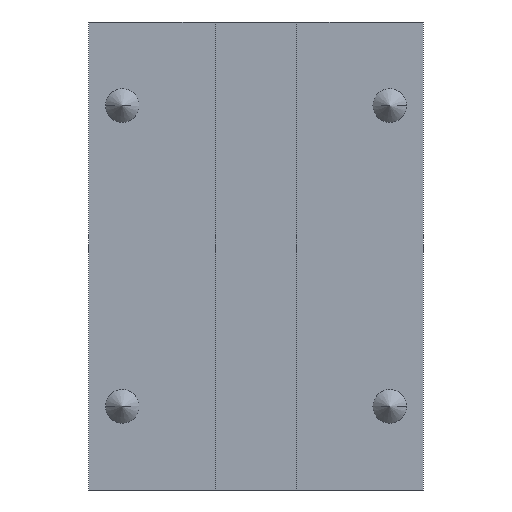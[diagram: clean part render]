
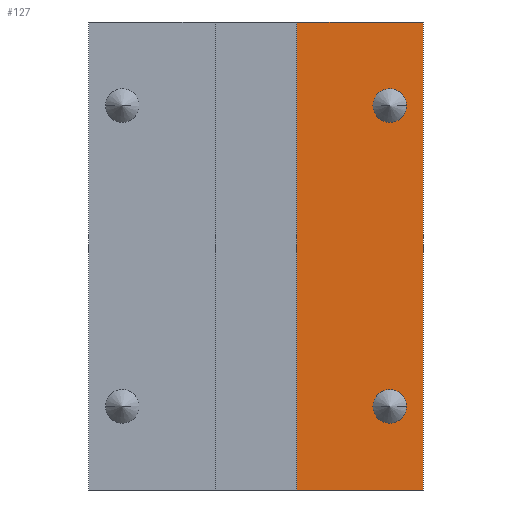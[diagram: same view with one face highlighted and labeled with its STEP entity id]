
A CAD part, left-side view. The second image highlights one B-rep face of the part: STEP entity #127.
In plain terms, the highlighted planar face has unit normal (-1, 0, 0).
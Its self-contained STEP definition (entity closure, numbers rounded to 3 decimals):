
#52=CARTESIAN_POINT('Axis2P3D Location',(4.,77.25,140.)) ;
#57=CARTESIAN_POINT('Line Origine',(4.,15.,70.)) ;
#61=CARTESIAN_POINT('Vertex',(4.,15.,140.)) ;
#63=CARTESIAN_POINT('Vertex',(4.,15.,0.)) ;
#66=CARTESIAN_POINT('Line Origine',(4.,33.875,140.)) ;
#70=CARTESIAN_POINT('Vertex',(4.,52.75,140.)) ;
#73=CARTESIAN_POINT('Line Origine',(4.,52.75,70.)) ;
#77=CARTESIAN_POINT('Vertex',(4.,52.75,0.)) ;
#80=CARTESIAN_POINT('Line Origine',(4.,33.875,0.)) ;
#91=CARTESIAN_POINT('Axis2P3D Location',(4.,25.,115.)) ;
#95=CARTESIAN_POINT('Vertex',(4.,20.,115.)) ;
#97=CARTESIAN_POINT('Vertex',(4.,30.,115.)) ;
#100=CARTESIAN_POINT('Axis2P3D Location',(4.,25.,115.)) ;
#109=CARTESIAN_POINT('Axis2P3D Location',(4.,25.,25.)) ;
#113=CARTESIAN_POINT('Vertex',(4.,20.,25.)) ;
#115=CARTESIAN_POINT('Vertex',(4.,30.,25.)) ;
#118=CARTESIAN_POINT('Axis2P3D Location',(4.,25.,25.)) ;
#53=DIRECTION('Axis2P3D Direction',(-1.,0.,0.)) ;
#54=DIRECTION('Axis2P3D XDirection',(0.,1.,0.)) ;
#58=DIRECTION('Vector Direction',(0.,0.,-1.)) ;
#67=DIRECTION('Vector Direction',(0.,1.,0.)) ;
#74=DIRECTION('Vector Direction',(0.,0.,-1.)) ;
#81=DIRECTION('Vector Direction',(0.,1.,0.)) ;
#92=DIRECTION('Axis2P3D Direction',(-1.,0.,0.)) ;
#101=DIRECTION('Axis2P3D Direction',(-1.,0.,0.)) ;
#110=DIRECTION('Axis2P3D Direction',(-1.,0.,0.)) ;
#119=DIRECTION('Axis2P3D Direction',(-1.,0.,0.)) ;
#55=AXIS2_PLACEMENT_3D('Plane Axis2P3D',#52,#53,#54) ;
#93=AXIS2_PLACEMENT_3D('Circle Axis2P3D',#91,#92,$) ;
#102=AXIS2_PLACEMENT_3D('Circle Axis2P3D',#100,#101,$) ;
#111=AXIS2_PLACEMENT_3D('Circle Axis2P3D',#109,#110,$) ;
#120=AXIS2_PLACEMENT_3D('Circle Axis2P3D',#118,#119,$) ;
#86=ORIENTED_EDGE('',*,*,#65,.F.) ;
#87=ORIENTED_EDGE('',*,*,#72,.F.) ;
#88=ORIENTED_EDGE('',*,*,#79,.T.) ;
#89=ORIENTED_EDGE('',*,*,#84,.F.) ;
#106=ORIENTED_EDGE('',*,*,#99,.F.) ;
#107=ORIENTED_EDGE('',*,*,#104,.F.) ;
#124=ORIENTED_EDGE('',*,*,#117,.F.) ;
#125=ORIENTED_EDGE('',*,*,#122,.F.) ;
#108=FACE_BOUND('',#105,.T.) ;
#126=FACE_BOUND('',#123,.T.) ;
#59=VECTOR('Line Direction',#58,1.) ;
#68=VECTOR('Line Direction',#67,1.) ;
#75=VECTOR('Line Direction',#74,1.) ;
#82=VECTOR('Line Direction',#81,1.) ;
#127=ADVANCED_FACE('Corps de pi\X2\00E8\X0\ce.3',(#90,#108,#126),#56,.T.) ;
#94=CIRCLE('generated circle',#93,5.) ;
#103=CIRCLE('generated circle',#102,5.) ;
#112=CIRCLE('generated circle',#111,5.) ;
#121=CIRCLE('generated circle',#120,5.) ;
#65=EDGE_CURVE('',#62,#64,#60,.T.) ;
#72=EDGE_CURVE('',#71,#62,#69,.F.) ;
#79=EDGE_CURVE('',#71,#78,#76,.T.) ;
#84=EDGE_CURVE('',#64,#78,#83,.T.) ;
#99=EDGE_CURVE('',#96,#98,#94,.T.) ;
#104=EDGE_CURVE('',#98,#96,#103,.T.) ;
#117=EDGE_CURVE('',#114,#116,#112,.T.) ;
#122=EDGE_CURVE('',#116,#114,#121,.T.) ;
#85=EDGE_LOOP('',(#86,#87,#88,#89)) ;
#105=EDGE_LOOP('',(#106,#107)) ;
#123=EDGE_LOOP('',(#124,#125)) ;
#90=FACE_OUTER_BOUND('',#85,.T.) ;
#60=LINE('Line',#57,#59) ;
#69=LINE('Line',#66,#68) ;
#76=LINE('Line',#73,#75) ;
#83=LINE('Line',#80,#82) ;
#56=PLANE('Plane',#55) ;
#62=VERTEX_POINT('',#61) ;
#64=VERTEX_POINT('',#63) ;
#71=VERTEX_POINT('',#70) ;
#78=VERTEX_POINT('',#77) ;
#96=VERTEX_POINT('',#95) ;
#98=VERTEX_POINT('',#97) ;
#114=VERTEX_POINT('',#113) ;
#116=VERTEX_POINT('',#115) ;
